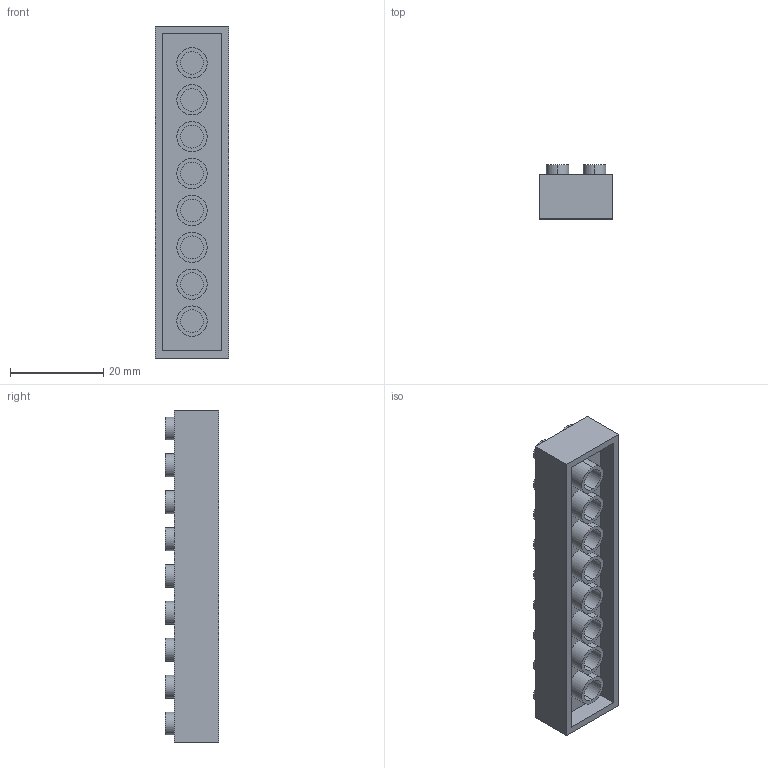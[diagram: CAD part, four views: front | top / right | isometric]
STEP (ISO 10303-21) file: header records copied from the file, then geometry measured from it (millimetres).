
FILE_DESCRIPTION (( 'STEP AP214' ), '1' );
FILE_NAME ('16_block_0_10.STEP', '2022-12-01T01:17:13', ( '' ), ( '' ), 'SwSTEP 2.0', 'SolidWorks 2021', '' );
FILE_SCHEMA (( 'AUTOMOTIVE_DESIGN' ));
Length unit declared in the file: millimetre
Products named in the file (1): 16_block_0_10
Bounding box: 15.8 x 11.5 x 71.1 mm (x, y, z)
Volume: 8322.7 mm3; surface area: 6245.3 mm2
Topology: 1 solids, 1 shells, 113 faces, 228 edges, 152 vertices
Faces by surface type: cylinder 68, plane 45
Entity records: 3052 total; most frequent: DIRECTION 592, CARTESIAN_POINT 494, ORIENTED_EDGE 456, AXIS2_PLACEMENT_3D 250, EDGE_CURVE 228, VERTEX_POINT 152, EDGE_LOOP 148, CIRCLE 136
